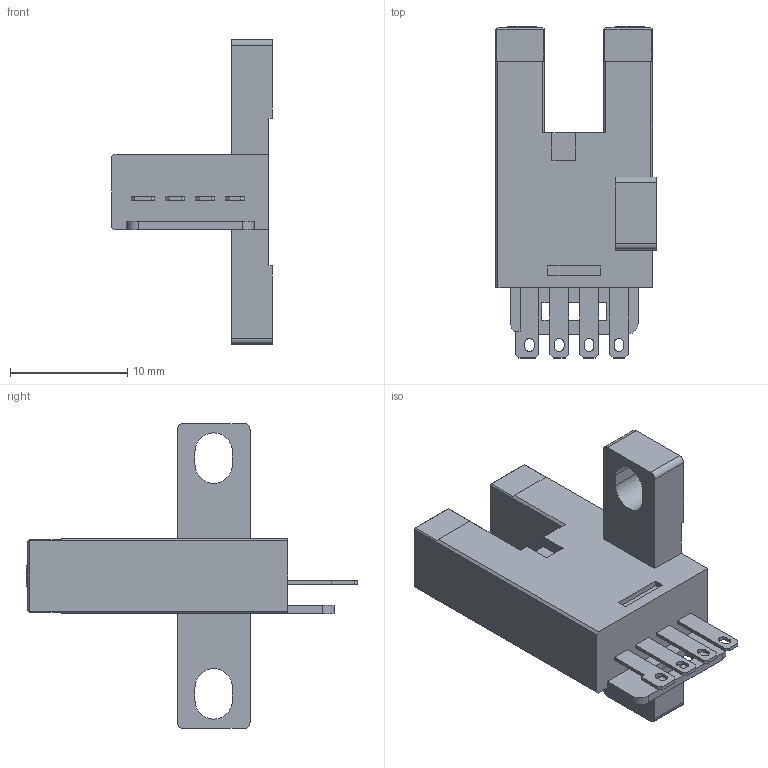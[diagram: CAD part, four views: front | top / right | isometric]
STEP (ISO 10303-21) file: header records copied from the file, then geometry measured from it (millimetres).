
FILE_DESCRIPTION(/* description */ (''),/* implementation_level */ '2;1');
FILE_NAME(/* name */ 'KPS-M62C.stp',/* time_stamp */ '2019-08-07T14:14:14+09:00',/* author */ ('사용자'),/* organization */ (''),/* preprocessor_version */ 'ST-DEVELOPER v16.1',/* originating_system */ 'Autodesk Inventor 2016',/* authorisation */ '');
FILE_SCHEMA (('CONFIG_CONTROL_DESIGN'));
Length unit declared in the file: millimetre
Products named in the file (1): KPS-M62C
Bounding box: 13.7 x 28.3 x 26 mm (x, y, z)
Volume: 1956.7 mm3; surface area: 1678.4 mm2
Topology: 1 solids, 1 shells, 156 faces, 438 edges, 292 vertices
Faces by surface type: plane 138, cylinder 18
Entity records: 5063 total; most frequent: CARTESIAN_POINT 887, ORIENTED_EDGE 876, DIRECTION 788, EDGE_CURVE 438, LINE 402, VECTOR 402, VERTEX_POINT 292, AXIS2_PLACEMENT_3D 193
